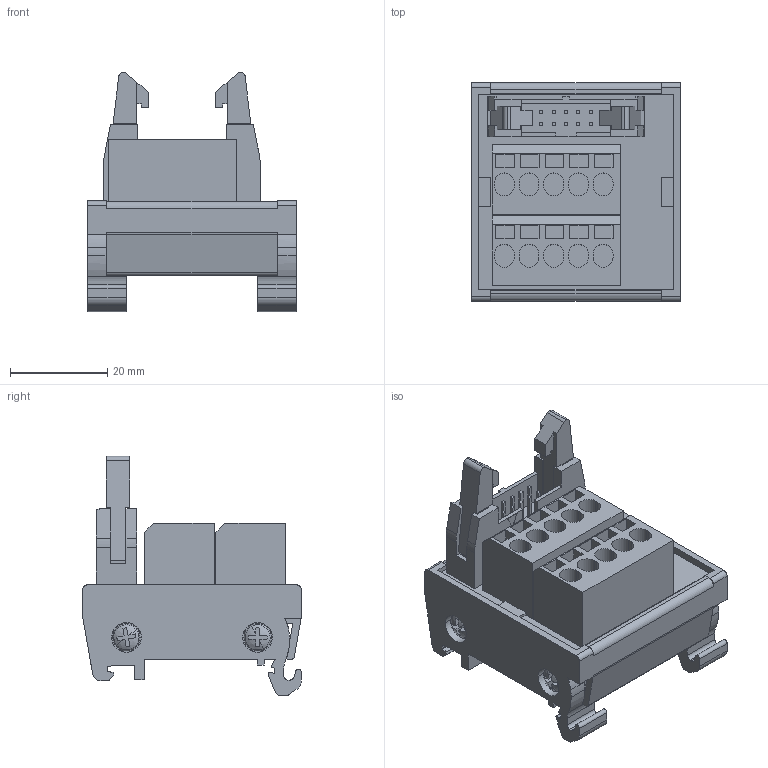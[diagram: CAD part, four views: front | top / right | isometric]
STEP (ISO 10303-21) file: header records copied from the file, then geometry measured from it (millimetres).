
FILE_DESCRIPTION(('CATIA V5R20 STEP214','CAx-IF Rec.Pracs.--- Model Styling and Organization---1.5--- 2016-08-15','CAx-IF Rec.Pracs.---Supplemental Geometry---1.0---2011-11-01','CAx-IF Rec.Pracs.--- Composite Materials ---1.1---2010-07-15'),'2;1');
FILE_NAME ('032024-2_1', '2024-12-05T16:38:01+00:00', ('Weidmueller Interface'), ('Weidmueller'), 'CATIA Version 5-6 Release 2022 SP4 HF5', 'CATIA V5 STEP AP214 v3', 'none');
FILE_SCHEMA(('AUTOMOTIVE_DESIGN { 1 0 10303 214 1 1 1 1 }'));
Length unit declared in the file: millimetre
Products named in the file (1): 8428870000_RS F10 I_O8 LMZF
Bounding box: 43 x 45 x 49.27 mm (x, y, z)
Volume: 26985.5 mm3; surface area: 23462.3 mm2
Topology: 1 solids, 3 shells, 806 faces, 2332 edges, 1549 vertices
Faces by surface type: plane 627, cylinder 163, torus 8, sphere 8
Entity records: 25588 total; most frequent: CARTESIAN_POINT 5333, ORIENTED_EDGE 4664, DIRECTION 2988, EDGE_CURVE 2332, VECTOR 1795, LINE 1795, VERTEX_POINT 1549, EDGE_LOOP 855
